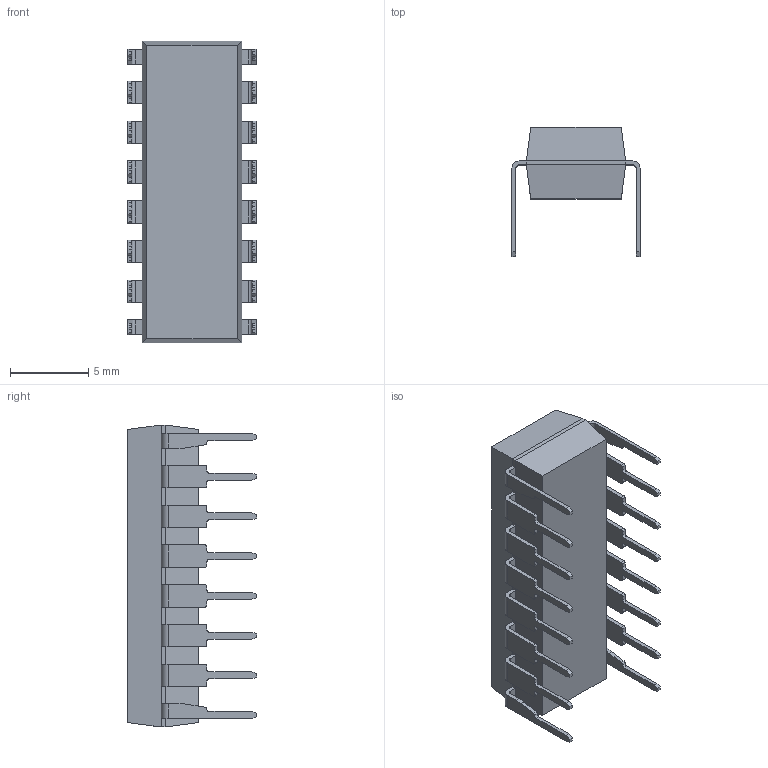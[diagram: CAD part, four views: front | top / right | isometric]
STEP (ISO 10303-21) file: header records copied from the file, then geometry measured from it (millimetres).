
FILE_DESCRIPTION (( 'STEP AP214' ), '1' );
FILE_NAME ('ULN2003AN.STEP', '2024-01-18T11:42:47', ( 'LENOVO' ), ( '' ), 'SwSTEP 2.0', 'SolidWorks 2021', '' );
FILE_SCHEMA (( 'AUTOMOTIVE_DESIGN' ));
Length unit declared in the file: millimetre
Products named in the file (2): CD4060BE_CD4060BE; ULN2003AN
Assembly tree (1 placements, depth 2):
  ULN2003AN
    CD4060BE_CD4060BE
Bounding box: 8.19 x 8.26 x 19.3 mm (x, y, z)
Volume: 550.2 mm3; surface area: 707.3 mm2
Topology: 18 solids, 18 shells, 337 faces, 892 edges, 592 vertices
Faces by surface type: plane 240, cylinder 97
Entity records: 10615 total; most frequent: CARTESIAN_POINT 1825, ORIENTED_EDGE 1784, DIRECTION 1768, EDGE_CURVE 892, VECTOR 698, LINE 698, VERTEX_POINT 592, AXIS2_PLACEMENT_3D 535
